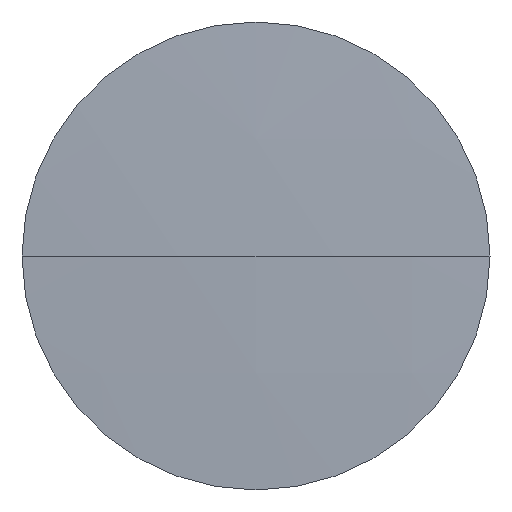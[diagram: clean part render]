
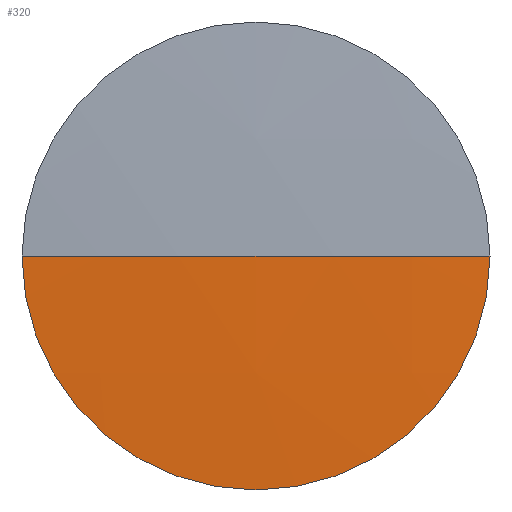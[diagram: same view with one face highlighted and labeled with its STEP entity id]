
A CAD part, left-side view. The second image highlights one B-rep face of the part: STEP entity #320.
In plain terms, the highlighted spherical face has radius 268.698 mm.
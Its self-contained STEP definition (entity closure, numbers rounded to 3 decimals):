
#10 = EDGE_CURVE ( 'NONE', #111, #64, #95, .T. ) ;
#28 = ORIENTED_EDGE ( 'NONE', *, *, #325, .T. ) ;
#39 = CIRCLE ( 'NONE', #284, 12.7 ) ;
#42 = CARTESIAN_POINT ( 'NONE',  ( 353.856, 48.616, 0. ) ) ;
#52 = VERTEX_POINT ( 'NONE', #125 ) ;
#59 = DIRECTION ( 'NONE',  ( 0., 0., 1. ) ) ;
#64 = VERTEX_POINT ( 'NONE', #135 ) ;
#83 = DIRECTION ( 'NONE',  ( -1., 0., 0. ) ) ;
#85 = CIRCLE ( 'NONE', #334, 268.698 ) ;
#89 = DIRECTION ( 'NONE',  ( 1., 0., 0. ) ) ;
#90 = DIRECTION ( 'NONE',  ( 0., 1., 0. ) ) ;
#95 = CIRCLE ( 'NONE', #113, 12.7 ) ;
#100 = CIRCLE ( 'NONE', #223, 268.698 ) ;
#109 = AXIS2_PLACEMENT_3D ( 'NONE', #305, #250, #313 ) ;
#111 = VERTEX_POINT ( 'NONE', #331 ) ;
#113 = AXIS2_PLACEMENT_3D ( 'NONE', #318, #83, #158 ) ;
#118 = EDGE_LOOP ( 'NONE', ( #295, #28, #285, #128 ) ) ;
#125 = CARTESIAN_POINT ( 'NONE',  ( 85.459, 35.916, 0. ) ) ;
#128 = ORIENTED_EDGE ( 'NONE', *, *, #304, .F. ) ;
#132 = EDGE_CURVE ( 'NONE', #52, #171, #85, .T. ) ;
#135 = CARTESIAN_POINT ( 'NONE',  ( 85.459, 48.616, -12.7 ) ) ;
#158 = DIRECTION ( 'NONE',  ( 0., 0., 1. ) ) ;
#167 = DIRECTION ( 'NONE',  ( 0., 0., -1. ) ) ;
#171 = VERTEX_POINT ( 'NONE', #340 ) ;
#173 = CARTESIAN_POINT ( 'NONE',  ( 353.856, 48.616, 0. ) ) ;
#198 = DIRECTION ( 'NONE',  ( 0., 0., 1. ) ) ;
#200 = FACE_OUTER_BOUND ( 'NONE', #118, .T. ) ;
#223 = AXIS2_PLACEMENT_3D ( 'NONE', #173, #59, #89 ) ;
#228 = SPHERICAL_SURFACE ( 'NONE', #109, 268.698 ) ;
#250 = DIRECTION ( 'NONE',  ( 0., 0., -1. ) ) ;
#284 = AXIS2_PLACEMENT_3D ( 'NONE', #311, #339, #198 ) ;
#285 = ORIENTED_EDGE ( 'NONE', *, *, #132, .T. ) ;
#295 = ORIENTED_EDGE ( 'NONE', *, *, #10, .T. ) ;
#304 = EDGE_CURVE ( 'NONE', #111, #171, #100, .T. ) ;
#305 = CARTESIAN_POINT ( 'NONE',  ( 353.856, 48.616, 0. ) ) ;
#311 = CARTESIAN_POINT ( 'NONE',  ( 85.459, 48.616, 0. ) ) ;
#313 = DIRECTION ( 'NONE',  ( 0., 1., 0. ) ) ;
#318 = CARTESIAN_POINT ( 'NONE',  ( 85.459, 48.616, 0. ) ) ;
#320 = ADVANCED_FACE ( 'NONE', ( #200 ), #228, .T. ) ;
#325 = EDGE_CURVE ( 'NONE', #64, #52, #39, .T. ) ;
#331 = CARTESIAN_POINT ( 'NONE',  ( 85.459, 61.316, 0. ) ) ;
#334 = AXIS2_PLACEMENT_3D ( 'NONE', #42, #167, #90 ) ;
#339 = DIRECTION ( 'NONE',  ( -1., 0., 0. ) ) ;
#340 = CARTESIAN_POINT ( 'NONE',  ( 85.158, 48.616, 0. ) ) ;
